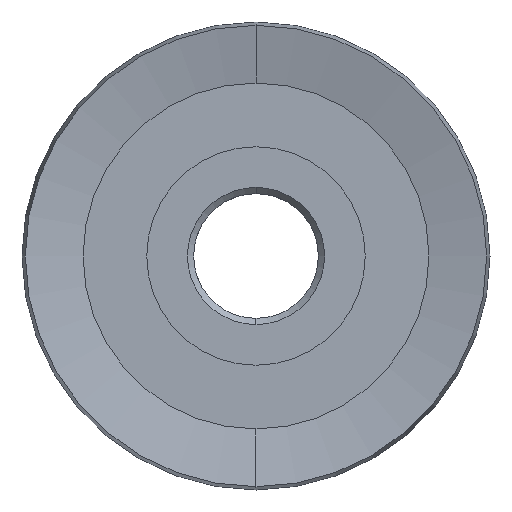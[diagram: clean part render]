
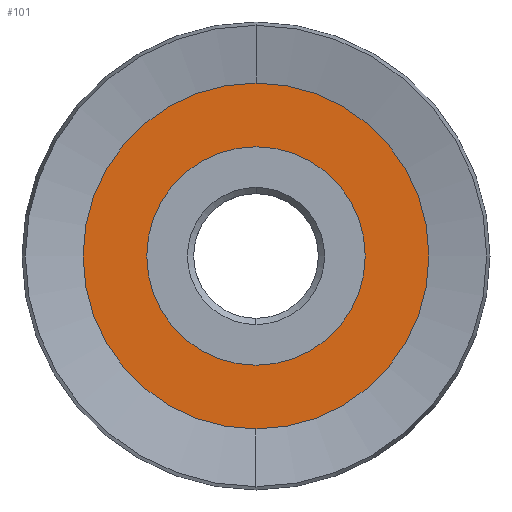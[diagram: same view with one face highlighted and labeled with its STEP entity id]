
A CAD part, left-side view. The second image highlights one B-rep face of the part: STEP entity #101.
In plain terms, the highlighted planar face has unit normal (-1, 0, 0).
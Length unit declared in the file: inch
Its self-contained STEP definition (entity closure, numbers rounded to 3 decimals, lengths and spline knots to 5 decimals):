
#33 = EDGE_LOOP ( 'NONE', ( #513, #5260 ) ) ;
#101 = ADVANCED_FACE ( 'NONE', ( #6656, #2532 ), #3205, .T. ) ;
#467 = CARTESIAN_POINT ( 'NONE',  ( 0.0325, 0., 0. ) ) ;
#513 = ORIENTED_EDGE ( 'NONE', *, *, #2752, .T. ) ;
#630 = AXIS2_PLACEMENT_3D ( 'NONE', #467, #4057, #961 ) ;
#657 = CARTESIAN_POINT ( 'NONE',  ( 0.0325, 0., 0. ) ) ;
#685 = AXIS2_PLACEMENT_3D ( 'NONE', #657, #4253, #1164 ) ;
#928 = VERTEX_POINT ( 'NONE', #4948 ) ;
#961 = DIRECTION ( 'NONE',  ( 0., 0., 1. ) ) ;
#1164 = DIRECTION ( 'NONE',  ( 0., 0., 1. ) ) ;
#1279 = CARTESIAN_POINT ( 'NONE',  ( 0.0325, 0., 0.219 ) ) ;
#1297 = AXIS2_PLACEMENT_3D ( 'NONE', #2469, #6110, #2987 ) ;
#1424 = EDGE_CURVE ( 'NONE', #6297, #928, #4628, .T. ) ;
#1511 = DIRECTION ( 'NONE',  ( -1., 0., 0. ) ) ;
#2240 = EDGE_LOOP ( 'NONE', ( #2509, #3947 ) ) ;
#2285 = CARTESIAN_POINT ( 'NONE',  ( 0.0325, 0., 0. ) ) ;
#2318 = CIRCLE ( 'NONE', #6640, 0.219 ) ;
#2469 = CARTESIAN_POINT ( 'NONE',  ( 0.0325, 0., 0. ) ) ;
#2509 = ORIENTED_EDGE ( 'NONE', *, *, #6079, .F. ) ;
#2532 = FACE_OUTER_BOUND ( 'NONE', #33, .T. ) ;
#2752 = EDGE_CURVE ( 'NONE', #928, #6297, #4762, .T. ) ;
#2803 = DIRECTION ( 'NONE',  ( 0., 0., 1. ) ) ;
#2987 = DIRECTION ( 'NONE',  ( 0., 0., 1. ) ) ;
#3148 = CARTESIAN_POINT ( 'NONE',  ( 0.0325, 0., -0.34658 ) ) ;
#3205 = PLANE ( 'NONE',  #685 ) ;
#3887 = AXIS2_PLACEMENT_3D ( 'NONE', #2285, #5912, #2803 ) ;
#3947 = ORIENTED_EDGE ( 'NONE', *, *, #5359, .F. ) ;
#4057 = DIRECTION ( 'NONE',  ( -1., 0., 0. ) ) ;
#4060 = CIRCLE ( 'NONE', #630, 0.219 ) ;
#4092 = VERTEX_POINT ( 'NONE', #1279 ) ;
#4253 = DIRECTION ( 'NONE',  ( -1., 0., 0. ) ) ;
#4603 = CARTESIAN_POINT ( 'NONE',  ( 0.0325, 0., 0. ) ) ;
#4628 = CIRCLE ( 'NONE', #3887, 0.34658 ) ;
#4762 = CIRCLE ( 'NONE', #1297, 0.34658 ) ;
#4948 = CARTESIAN_POINT ( 'NONE',  ( 0.0325, 0., 0.34658 ) ) ;
#5131 = DIRECTION ( 'NONE',  ( 0., 0., 1. ) ) ;
#5168 = CARTESIAN_POINT ( 'NONE',  ( 0.0325, 0., -0.219 ) ) ;
#5260 = ORIENTED_EDGE ( 'NONE', *, *, #1424, .T. ) ;
#5359 = EDGE_CURVE ( 'NONE', #4092, #5484, #2318, .T. ) ;
#5484 = VERTEX_POINT ( 'NONE', #5168 ) ;
#5912 = DIRECTION ( 'NONE',  ( -1., 0., 0. ) ) ;
#6079 = EDGE_CURVE ( 'NONE', #5484, #4092, #4060, .T. ) ;
#6110 = DIRECTION ( 'NONE',  ( -1., 0., 0. ) ) ;
#6297 = VERTEX_POINT ( 'NONE', #3148 ) ;
#6640 = AXIS2_PLACEMENT_3D ( 'NONE', #4603, #1511, #5131 ) ;
#6656 = FACE_BOUND ( 'NONE', #2240, .T. ) ;
